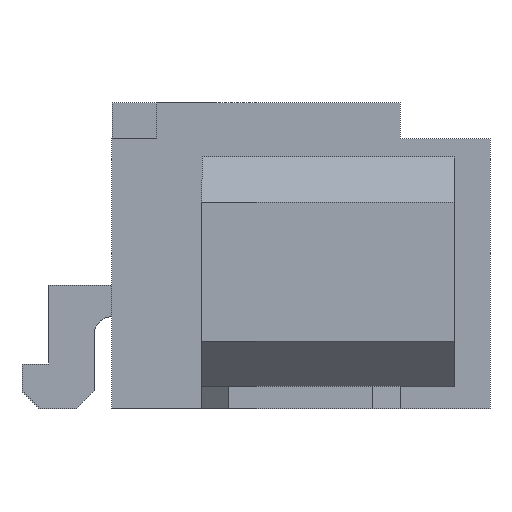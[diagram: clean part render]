
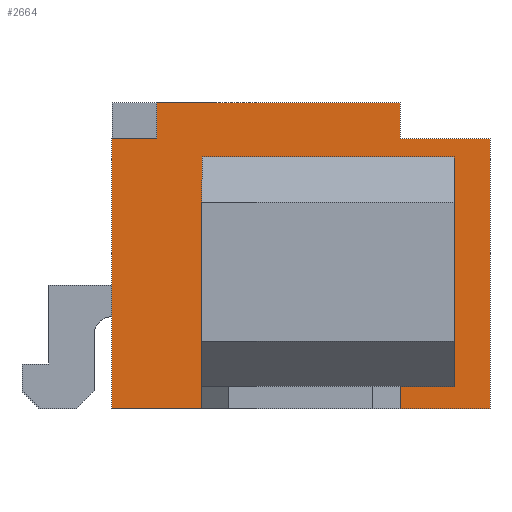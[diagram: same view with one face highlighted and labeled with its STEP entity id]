
A CAD part, left-side view. The second image highlights one B-rep face of the part: STEP entity #2664.
In plain terms, the highlighted planar face has unit normal (-1, 0, 0).
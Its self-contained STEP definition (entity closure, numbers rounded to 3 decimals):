
#51=FACE_BOUND('',#235,.T.);
#93=FACE_OUTER_BOUND('',#234,.T.);
#234=EDGE_LOOP('',(#1912,#1913,#1914,#1915,#1916,#1917,#1918,#1919));
#235=EDGE_LOOP('',(#1920,#1921,#1922,#1923,#1924,#1925,#1926,#1927,#1928,
#1929));
#397=LINE('',#3735,#743);
#406=LINE('',#3752,#752);
#448=LINE('',#3833,#794);
#499=LINE('',#3946,#845);
#502=LINE('',#3952,#848);
#503=LINE('',#3954,#849);
#504=LINE('',#3956,#850);
#505=LINE('',#3957,#851);
#506=LINE('',#3960,#852);
#507=LINE('',#3962,#853);
#508=LINE('',#3964,#854);
#509=LINE('',#3966,#855);
#510=LINE('',#3968,#856);
#511=LINE('',#3970,#857);
#512=LINE('',#3972,#858);
#513=LINE('',#3974,#859);
#514=LINE('',#3976,#860);
#515=LINE('',#3977,#861);
#743=VECTOR('',#3030,1.);
#752=VECTOR('',#3051,1.);
#794=VECTOR('',#3101,1.);
#845=VECTOR('',#3196,1.);
#848=VECTOR('',#3203,1.);
#849=VECTOR('',#3206,1.);
#850=VECTOR('',#3207,1.);
#851=VECTOR('',#3208,1.);
#852=VECTOR('',#3209,1.);
#853=VECTOR('',#3210,1.);
#854=VECTOR('',#3211,1.);
#855=VECTOR('',#3212,1.);
#856=VECTOR('',#3213,1.);
#857=VECTOR('',#3214,1.);
#858=VECTOR('',#3215,1.);
#859=VECTOR('',#3216,1.);
#860=VECTOR('',#3217,1.);
#861=VECTOR('',#3218,1.);
#1077=VERTEX_POINT('',#3732);
#1078=VERTEX_POINT('',#3734);
#1079=VERTEX_POINT('',#3749);
#1080=VERTEX_POINT('',#3751);
#1114=VERTEX_POINT('',#3830);
#1115=VERTEX_POINT('',#3832);
#1156=VERTEX_POINT('',#3950);
#1157=VERTEX_POINT('',#3955);
#1158=VERTEX_POINT('',#3958);
#1159=VERTEX_POINT('',#3959);
#1160=VERTEX_POINT('',#3961);
#1161=VERTEX_POINT('',#3963);
#1162=VERTEX_POINT('',#3965);
#1163=VERTEX_POINT('',#3967);
#1164=VERTEX_POINT('',#3969);
#1165=VERTEX_POINT('',#3971);
#1166=VERTEX_POINT('',#3973);
#1167=VERTEX_POINT('',#3975);
#1327=EDGE_CURVE('',#1078,#1077,#397,.T.);
#1336=EDGE_CURVE('',#1079,#1080,#406,.T.);
#1378=EDGE_CURVE('',#1114,#1115,#448,.T.);
#1436=EDGE_CURVE('',#1079,#1078,#499,.T.);
#1439=EDGE_CURVE('',#1077,#1156,#502,.T.);
#1440=EDGE_CURVE('',#1115,#1156,#503,.T.);
#1441=EDGE_CURVE('',#1114,#1157,#504,.T.);
#1442=EDGE_CURVE('',#1080,#1157,#505,.T.);
#1443=EDGE_CURVE('',#1158,#1159,#506,.T.);
#1444=EDGE_CURVE('',#1159,#1160,#507,.T.);
#1445=EDGE_CURVE('',#1161,#1160,#508,.T.);
#1446=EDGE_CURVE('',#1162,#1161,#509,.T.);
#1447=EDGE_CURVE('',#1163,#1162,#510,.T.);
#1448=EDGE_CURVE('',#1164,#1163,#511,.T.);
#1449=EDGE_CURVE('',#1164,#1165,#512,.T.);
#1450=EDGE_CURVE('',#1166,#1165,#513,.T.);
#1451=EDGE_CURVE('',#1167,#1166,#514,.T.);
#1452=EDGE_CURVE('',#1158,#1167,#515,.T.);
#1912=ORIENTED_EDGE('',*,*,#1436,.T.);
#1913=ORIENTED_EDGE('',*,*,#1327,.T.);
#1914=ORIENTED_EDGE('',*,*,#1439,.T.);
#1915=ORIENTED_EDGE('',*,*,#1440,.F.);
#1916=ORIENTED_EDGE('',*,*,#1378,.F.);
#1917=ORIENTED_EDGE('',*,*,#1441,.T.);
#1918=ORIENTED_EDGE('',*,*,#1442,.F.);
#1919=ORIENTED_EDGE('',*,*,#1336,.F.);
#1920=ORIENTED_EDGE('',*,*,#1443,.T.);
#1921=ORIENTED_EDGE('',*,*,#1444,.T.);
#1922=ORIENTED_EDGE('',*,*,#1445,.F.);
#1923=ORIENTED_EDGE('',*,*,#1446,.F.);
#1924=ORIENTED_EDGE('',*,*,#1447,.F.);
#1925=ORIENTED_EDGE('',*,*,#1448,.F.);
#1926=ORIENTED_EDGE('',*,*,#1449,.T.);
#1927=ORIENTED_EDGE('',*,*,#1450,.F.);
#1928=ORIENTED_EDGE('',*,*,#1451,.F.);
#1929=ORIENTED_EDGE('',*,*,#1452,.F.);
#2397=PLANE('',#2822);
#2664=ADVANCED_FACE('',(#93,#51),#2397,.F.);
#2822=AXIS2_PLACEMENT_3D('',#3953,#3204,#3205);
#3030=DIRECTION('',(0.,0.,1.));
#3051=DIRECTION('',(0.,0.,1.));
#3101=DIRECTION('',(0.,-1.,0.));
#3196=DIRECTION('',(0.,-1.,0.));
#3203=DIRECTION('',(0.,1.,0.));
#3204=DIRECTION('center_axis',(1.,0.,0.));
#3205=DIRECTION('ref_axis',(0.,-1.,0.));
#3206=DIRECTION('',(0.,0.,-1.));
#3207=DIRECTION('',(0.,0.,-1.));
#3208=DIRECTION('',(0.,-1.,0.));
#3209=DIRECTION('',(0.,-1.,0.));
#3210=DIRECTION('',(0.,0.,-1.));
#3211=DIRECTION('',(0.,-1.,0.));
#3212=DIRECTION('',(0.,0.,-1.));
#3213=DIRECTION('',(0.,-1.,0.));
#3214=DIRECTION('',(0.,0.,-1.));
#3215=DIRECTION('',(0.,-1.,0.));
#3216=DIRECTION('',(0.,0.,-1.));
#3217=DIRECTION('',(0.,-1.,0.));
#3218=DIRECTION('',(0.,0.,-1.));
#3732=CARTESIAN_POINT('',(-2.125,-2.6,3.));
#3734=CARTESIAN_POINT('',(-2.125,-2.6,0.));
#3735=CARTESIAN_POINT('',(-2.125,-2.6,0.));
#3749=CARTESIAN_POINT('',(-2.125,1.6,0.));
#3751=CARTESIAN_POINT('',(-2.125,1.6,3.));
#3752=CARTESIAN_POINT('',(-2.125,1.6,0.));
#3830=CARTESIAN_POINT('',(-2.125,1.1,3.4));
#3832=CARTESIAN_POINT('',(-2.125,-1.6,3.4));
#3833=CARTESIAN_POINT('',(-2.125,1.6,3.4));
#3946=CARTESIAN_POINT('',(-2.125,1.6,0.));
#3950=CARTESIAN_POINT('',(-2.125,-1.6,3.));
#3952=CARTESIAN_POINT('',(-2.125,-2.6,3.));
#3953=CARTESIAN_POINT('Origin',(-2.125,1.6,0.));
#3954=CARTESIAN_POINT('',(-2.125,-1.6,3.4));
#3955=CARTESIAN_POINT('',(-2.125,1.1,3.));
#3956=CARTESIAN_POINT('',(-2.125,1.1,3.4));
#3957=CARTESIAN_POINT('',(-2.125,1.6,3.));
#3958=CARTESIAN_POINT('',(-2.125,0.6,2.8));
#3959=CARTESIAN_POINT('',(-2.125,-2.2,2.8));
#3960=CARTESIAN_POINT('',(-2.125,0.6,2.8));
#3961=CARTESIAN_POINT('',(-2.125,-2.2,0.25));
#3962=CARTESIAN_POINT('',(-2.125,-2.2,2.8));
#3963=CARTESIAN_POINT('',(-2.125,-1.6,0.25));
#3964=CARTESIAN_POINT('',(-2.125,0.6,0.25));
#3965=CARTESIAN_POINT('',(-2.125,-1.6,0.35));
#3966=CARTESIAN_POINT('',(-2.125,-1.6,1.6));
#3967=CARTESIAN_POINT('',(-2.125,0.6,0.35));
#3968=CARTESIAN_POINT('',(-2.125,0.6,0.35));
#3969=CARTESIAN_POINT('',(-2.125,0.6,1.25));
#3970=CARTESIAN_POINT('',(-2.125,0.6,1.25));
#3971=CARTESIAN_POINT('',(-2.125,-1.6,1.25));
#3972=CARTESIAN_POINT('',(-2.125,0.6,1.25));
#3973=CARTESIAN_POINT('',(-2.125,-1.6,1.6));
#3974=CARTESIAN_POINT('',(-2.125,-1.6,1.6));
#3975=CARTESIAN_POINT('',(-2.125,0.6,1.6));
#3976=CARTESIAN_POINT('',(-2.125,0.6,1.6));
#3977=CARTESIAN_POINT('',(-2.125,0.6,2.8));
